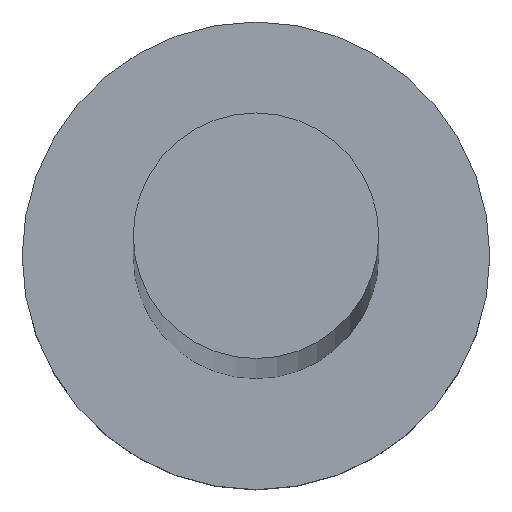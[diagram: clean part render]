
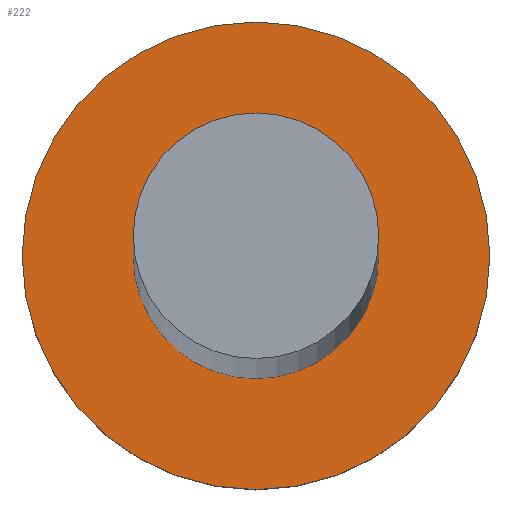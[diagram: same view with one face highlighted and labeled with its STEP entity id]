
A CAD part, top view. The second image highlights one B-rep face of the part: STEP entity #222.
In plain terms, the highlighted planar face has unit normal (0, 0, 1).
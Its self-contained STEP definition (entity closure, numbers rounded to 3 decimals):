
#8 = CARTESIAN_POINT ( 'NONE',  ( 4., 0., 3. ) ) ;
#12 = DIRECTION ( 'NONE',  ( 0., 0., 1. ) ) ;
#13 = EDGE_LOOP ( 'NONE', ( #215, #155 ) ) ;
#16 = EDGE_CURVE ( 'NONE', #72, #253, #28, .T. ) ;
#25 = AXIS2_PLACEMENT_3D ( 'NONE', #209, #12, #73 ) ;
#28 = CIRCLE ( 'NONE', #126, 2.1 ) ;
#34 = ORIENTED_EDGE ( 'NONE', *, *, #124, .T. ) ;
#39 = AXIS2_PLACEMENT_3D ( 'NONE', #157, #193, #207 ) ;
#43 = CARTESIAN_POINT ( 'NONE',  ( 0., 0., 3. ) ) ;
#53 = DIRECTION ( 'NONE',  ( 1., 0., 0. ) ) ;
#59 = EDGE_CURVE ( 'NONE', #253, #72, #125, .T. ) ;
#62 = CARTESIAN_POINT ( 'NONE',  ( -2.1, 0., 3. ) ) ;
#63 = AXIS2_PLACEMENT_3D ( 'NONE', #43, #117, #149 ) ;
#71 = FACE_BOUND ( 'NONE', #13, .T. ) ;
#72 = VERTEX_POINT ( 'NONE', #62 ) ;
#73 = DIRECTION ( 'NONE',  ( 1., 0., 0. ) ) ;
#95 = DIRECTION ( 'NONE',  ( 1., 0., 0. ) ) ;
#99 = AXIS2_PLACEMENT_3D ( 'NONE', #107, #177, #53 ) ;
#107 = CARTESIAN_POINT ( 'NONE',  ( 0., 0., 3. ) ) ;
#113 = EDGE_LOOP ( 'NONE', ( #201, #34 ) ) ;
#117 = DIRECTION ( 'NONE',  ( 0., 0., 1. ) ) ;
#122 = EDGE_CURVE ( 'NONE', #225, #134, #235, .T. ) ;
#124 = EDGE_CURVE ( 'NONE', #134, #225, #204, .T. ) ;
#125 = CIRCLE ( 'NONE', #63, 2.1 ) ;
#126 = AXIS2_PLACEMENT_3D ( 'NONE', #182, #139, #95 ) ;
#134 = VERTEX_POINT ( 'NONE', #8 ) ;
#136 = CARTESIAN_POINT ( 'NONE',  ( -4., 0., 3. ) ) ;
#139 = DIRECTION ( 'NONE',  ( 0., 0., 1. ) ) ;
#149 = DIRECTION ( 'NONE',  ( 1., 0., 0. ) ) ;
#155 = ORIENTED_EDGE ( 'NONE', *, *, #59, .F. ) ;
#156 = FACE_OUTER_BOUND ( 'NONE', #113, .T. ) ;
#157 = CARTESIAN_POINT ( 'NONE',  ( 0., 0., 3. ) ) ;
#177 = DIRECTION ( 'NONE',  ( 0., 0., 1. ) ) ;
#182 = CARTESIAN_POINT ( 'NONE',  ( 0., 0., 3. ) ) ;
#193 = DIRECTION ( 'NONE',  ( 0., 0., 1. ) ) ;
#200 = CARTESIAN_POINT ( 'NONE',  ( 2.1, 0., 3. ) ) ;
#201 = ORIENTED_EDGE ( 'NONE', *, *, #122, .T. ) ;
#204 = CIRCLE ( 'NONE', #39, 4. ) ;
#207 = DIRECTION ( 'NONE',  ( 1., 0., 0. ) ) ;
#209 = CARTESIAN_POINT ( 'NONE',  ( 0., 0., 3. ) ) ;
#214 = PLANE ( 'NONE',  #99 ) ;
#215 = ORIENTED_EDGE ( 'NONE', *, *, #16, .F. ) ;
#222 = ADVANCED_FACE ( 'NONE', ( #71, #156 ), #214, .T. ) ;
#225 = VERTEX_POINT ( 'NONE', #136 ) ;
#235 = CIRCLE ( 'NONE', #25, 4. ) ;
#253 = VERTEX_POINT ( 'NONE', #200 ) ;
